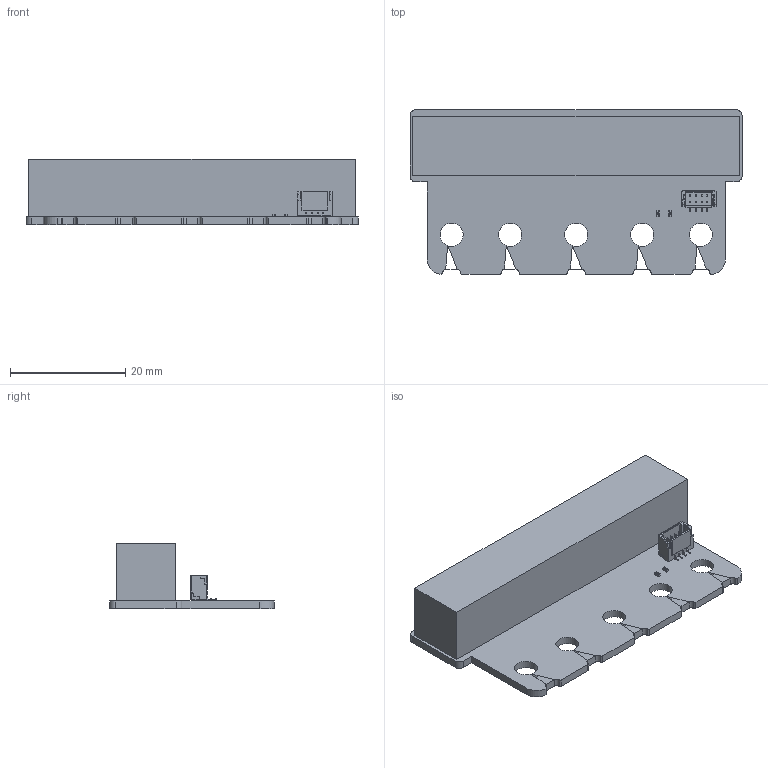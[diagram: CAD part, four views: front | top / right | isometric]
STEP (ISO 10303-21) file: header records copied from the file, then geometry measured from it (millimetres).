
FILE_DESCRIPTION(('Open CASCADE Model'),'2;1');
FILE_NAME('Open CASCADE Shape Model','2025-06-16T06:08:27',('Author'),( 'Open CASCADE'),'Open CASCADE STEP processor 7.5','Open CASCADE 7.5' ,'Unknown');
FILE_SCHEMA(('AUTOMOTIVE_DESIGN { 1 0 10303 214 1 1 1 1 }'));
Length unit declared in the file: millimetre
Products named in the file (14): PCB; Board; Open CASCADE STEP translator 7.5 1.1.1; R1; User Library-R SMD 0402; User Library-R SMD 0402_0402 BODY; User Library-R SMD 0402_0402 PAD; User Library-R SMD 0402_0402 OPIS; D; DUELink-Connector-BM04B-SRSS-TB; R2; Free-Models; 6190460272; Extruded
Assembly tree (15 placements, depth 4):
  PCB
    Board
      Open CASCADE STEP translator 7.5 1.1.1
    R1
      User Library-R SMD 0402
        User Library-R SMD 0402_0402 BODY
        User Library-R SMD 0402_0402 PAD  x2
        User Library-R SMD 0402_0402 OPIS
    D
      DUELink-Connector-BM04B-SRSS-TB
    R2
      User Library-R SMD 0402
        User Library-R SMD 0402_0402 BODY
        User Library-R SMD 0402_0402 PAD  x2
        User Library-R SMD 0402_0402 OPIS
    Free-Models
      6190460272
        Extruded
Bounding box: 57.5 x 28.5 x 11.36 mm (x, y, z)
Volume: 7812.5 mm3; surface area: 5971.9 mm2
Topology: 25 solids, 25 shells, 540 faces, 2809 edges, 3766 vertices
Faces by surface type: plane 417, cylinder 65, bspline 58
Full cylindrical faces by diameter (mm): 1.65 x2, 4 x5
Entity records: 29021 total; most frequent: CARTESIAN_POINT 8297, DIRECTION 3536, LINE 2294, VECTOR 2294, ORIENTED_EDGE 2244, GEOMETRIC_CURVE_SET 1428, TRIMMED_CURVE 1428, EDGE_CURVE 1122
